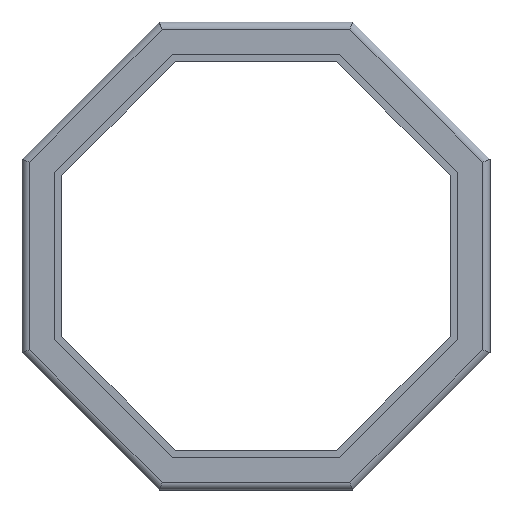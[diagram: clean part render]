
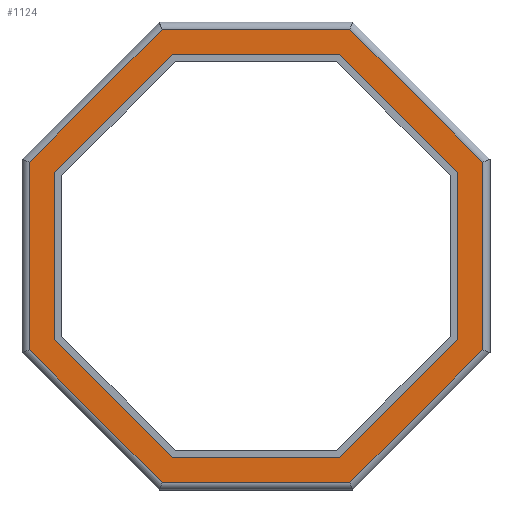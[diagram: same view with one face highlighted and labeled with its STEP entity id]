
A CAD part, front view. The second image highlights one B-rep face of the part: STEP entity #1124.
In plain terms, the highlighted planar face has unit normal (0, -1, 0).
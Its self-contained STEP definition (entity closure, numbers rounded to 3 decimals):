
#48=FACE_BOUND('',#138,.T.);
#68=FACE_OUTER_BOUND('',#137,.T.);
#137=EDGE_LOOP('',(#815,#816,#817,#818,#819,#820,#821,#822));
#138=EDGE_LOOP('',(#823,#824,#825,#826,#827,#828,#829,#830));
#208=LINE('',#1634,#352);
#211=LINE('',#1639,#355);
#213=LINE('',#1643,#357);
#215=LINE('',#1647,#359);
#216=LINE('',#1650,#360);
#218=LINE('',#1654,#362);
#220=LINE('',#1658,#364);
#222=LINE('',#1661,#366);
#225=LINE('',#1669,#369);
#228=LINE('',#1675,#372);
#231=LINE('',#1681,#375);
#234=LINE('',#1687,#378);
#237=LINE('',#1693,#381);
#240=LINE('',#1699,#384);
#243=LINE('',#1705,#387);
#246=LINE('',#1709,#390);
#352=VECTOR('',#1305,10.);
#355=VECTOR('',#1310,10.);
#357=VECTOR('',#1314,10.);
#359=VECTOR('',#1318,10.);
#360=VECTOR('',#1321,10.);
#362=VECTOR('',#1325,10.);
#364=VECTOR('',#1329,10.);
#366=VECTOR('',#1333,10.);
#369=VECTOR('',#1338,10.);
#372=VECTOR('',#1343,10.);
#375=VECTOR('',#1348,10.);
#378=VECTOR('',#1353,10.);
#381=VECTOR('',#1358,10.);
#384=VECTOR('',#1363,10.);
#387=VECTOR('',#1368,10.);
#390=VECTOR('',#1373,10.);
#495=VERTEX_POINT('',#1631);
#496=VERTEX_POINT('',#1633);
#497=VERTEX_POINT('',#1637);
#498=VERTEX_POINT('',#1641);
#499=VERTEX_POINT('',#1645);
#500=VERTEX_POINT('',#1649);
#501=VERTEX_POINT('',#1653);
#502=VERTEX_POINT('',#1657);
#505=VERTEX_POINT('',#1666);
#506=VERTEX_POINT('',#1668);
#508=VERTEX_POINT('',#1674);
#510=VERTEX_POINT('',#1680);
#512=VERTEX_POINT('',#1686);
#514=VERTEX_POINT('',#1692);
#516=VERTEX_POINT('',#1698);
#518=VERTEX_POINT('',#1704);
#592=EDGE_CURVE('',#496,#495,#208,.T.);
#595=EDGE_CURVE('',#495,#497,#211,.T.);
#597=EDGE_CURVE('',#497,#498,#213,.T.);
#599=EDGE_CURVE('',#498,#499,#215,.T.);
#600=EDGE_CURVE('',#500,#496,#216,.T.);
#602=EDGE_CURVE('',#501,#500,#218,.T.);
#604=EDGE_CURVE('',#502,#501,#220,.T.);
#606=EDGE_CURVE('',#499,#502,#222,.T.);
#609=EDGE_CURVE('',#506,#505,#225,.T.);
#612=EDGE_CURVE('',#508,#506,#228,.T.);
#615=EDGE_CURVE('',#510,#508,#231,.T.);
#618=EDGE_CURVE('',#512,#510,#234,.T.);
#621=EDGE_CURVE('',#514,#512,#237,.T.);
#624=EDGE_CURVE('',#516,#514,#240,.T.);
#627=EDGE_CURVE('',#518,#516,#243,.T.);
#630=EDGE_CURVE('',#505,#518,#246,.T.);
#815=ORIENTED_EDGE('',*,*,#630,.T.);
#816=ORIENTED_EDGE('',*,*,#627,.T.);
#817=ORIENTED_EDGE('',*,*,#624,.T.);
#818=ORIENTED_EDGE('',*,*,#621,.T.);
#819=ORIENTED_EDGE('',*,*,#618,.T.);
#820=ORIENTED_EDGE('',*,*,#615,.T.);
#821=ORIENTED_EDGE('',*,*,#612,.T.);
#822=ORIENTED_EDGE('',*,*,#609,.T.);
#823=ORIENTED_EDGE('',*,*,#606,.T.);
#824=ORIENTED_EDGE('',*,*,#604,.T.);
#825=ORIENTED_EDGE('',*,*,#602,.T.);
#826=ORIENTED_EDGE('',*,*,#600,.T.);
#827=ORIENTED_EDGE('',*,*,#592,.T.);
#828=ORIENTED_EDGE('',*,*,#595,.T.);
#829=ORIENTED_EDGE('',*,*,#597,.T.);
#830=ORIENTED_EDGE('',*,*,#599,.T.);
#1072=PLANE('',#1215);
#1124=ADVANCED_FACE('',(#68,#48),#1072,.T.);
#1215=AXIS2_PLACEMENT_3D('',#1710,#1374,#1375);
#1305=DIRECTION('',(-1.,0.,0.));
#1310=DIRECTION('',(-0.707,0.,0.707));
#1314=DIRECTION('',(0.,0.,1.));
#1318=DIRECTION('',(0.707,0.,0.707));
#1321=DIRECTION('',(-0.707,0.,-0.707));
#1325=DIRECTION('',(0.,0.,-1.));
#1329=DIRECTION('',(0.707,0.,-0.707));
#1333=DIRECTION('',(1.,0.,0.));
#1338=DIRECTION('',(-0.707,0.,-0.707));
#1343=DIRECTION('',(-1.,0.,0.));
#1348=DIRECTION('',(-0.707,0.,0.707));
#1353=DIRECTION('',(0.,0.,1.));
#1358=DIRECTION('',(0.707,0.,0.707));
#1363=DIRECTION('',(1.,0.,0.));
#1368=DIRECTION('',(0.707,0.,-0.707));
#1373=DIRECTION('',(0.,0.,-1.));
#1374=DIRECTION('center_axis',(0.,-1.,0.));
#1375=DIRECTION('ref_axis',(0.,0.,-1.));
#1631=CARTESIAN_POINT('',(-6.75,1.2,-16.296));
#1633=CARTESIAN_POINT('',(6.75,1.2,-16.296));
#1634=CARTESIAN_POINT('',(-6.75,1.2,-16.296));
#1637=CARTESIAN_POINT('',(-16.296,1.2,-6.75));
#1639=CARTESIAN_POINT('',(-16.296,1.2,-6.75));
#1641=CARTESIAN_POINT('',(-16.296,1.2,6.75));
#1643=CARTESIAN_POINT('',(-16.296,1.2,6.75));
#1645=CARTESIAN_POINT('',(-6.75,1.2,16.296));
#1647=CARTESIAN_POINT('',(-6.75,1.2,16.296));
#1649=CARTESIAN_POINT('',(16.296,1.2,-6.75));
#1650=CARTESIAN_POINT('',(6.75,1.2,-16.296));
#1653=CARTESIAN_POINT('',(16.296,1.2,6.75));
#1654=CARTESIAN_POINT('',(16.296,1.2,-6.75));
#1657=CARTESIAN_POINT('',(6.75,1.2,16.296));
#1658=CARTESIAN_POINT('',(16.296,1.2,6.75));
#1661=CARTESIAN_POINT('',(6.75,1.2,16.296));
#1666=CARTESIAN_POINT('',(-18.296,1.2,7.578));
#1668=CARTESIAN_POINT('',(-7.578,1.2,18.296));
#1669=CARTESIAN_POINT('',(-18.296,1.2,7.578));
#1674=CARTESIAN_POINT('',(7.578,1.2,18.296));
#1675=CARTESIAN_POINT('',(-7.578,1.2,18.296));
#1680=CARTESIAN_POINT('',(18.296,1.2,7.578));
#1681=CARTESIAN_POINT('',(7.578,1.2,18.296));
#1686=CARTESIAN_POINT('',(18.296,1.2,-7.578));
#1687=CARTESIAN_POINT('',(18.296,1.2,7.578));
#1692=CARTESIAN_POINT('',(7.578,1.2,-18.296));
#1693=CARTESIAN_POINT('',(18.296,1.2,-7.578));
#1698=CARTESIAN_POINT('',(-7.578,1.2,-18.296));
#1699=CARTESIAN_POINT('',(7.578,1.2,-18.296));
#1704=CARTESIAN_POINT('',(-18.296,1.2,-7.578));
#1705=CARTESIAN_POINT('',(-7.578,1.2,-18.296));
#1709=CARTESIAN_POINT('',(-18.296,1.2,-7.578));
#1710=CARTESIAN_POINT('Origin',(0.,1.2,0.));
